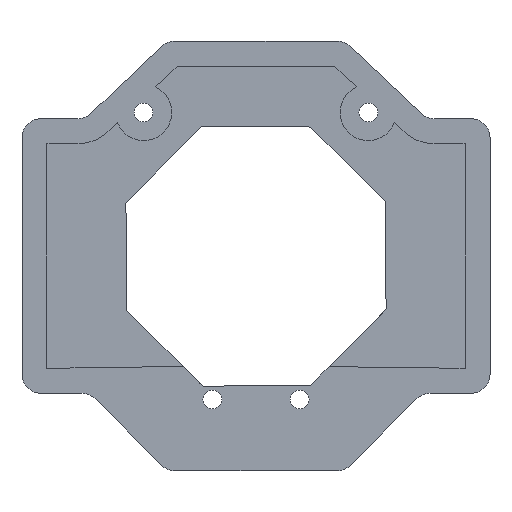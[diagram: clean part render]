
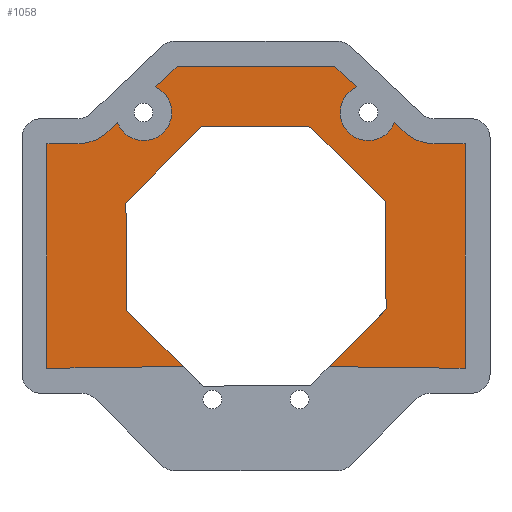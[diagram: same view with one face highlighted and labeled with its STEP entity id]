
A CAD part, front view. The second image highlights one B-rep face of the part: STEP entity #1058.
In plain terms, the highlighted planar face has unit normal (0, -1, 0).
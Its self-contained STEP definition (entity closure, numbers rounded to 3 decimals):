
#30=PLANE('',#1131);
#66=FACE_OUTER_BOUND('',#120,.T.);
#120=EDGE_LOOP('',(#731,#732,#733,#734,#735,#736,#737,#738,#739,#740,#741,
#742,#743,#744,#745,#746,#747,#748,#749,#750,#751,#752));
#187=LINE('',#1560,#303);
#188=LINE('',#1565,#304);
#189=LINE('',#1567,#305);
#190=LINE('',#1569,#306);
#191=LINE('',#1571,#307);
#192=LINE('',#1573,#308);
#193=LINE('',#1575,#309);
#194=LINE('',#1577,#310);
#195=LINE('',#1579,#311);
#196=LINE('',#1581,#312);
#197=LINE('',#1583,#313);
#198=LINE('',#1585,#314);
#199=LINE('',#1587,#315);
#200=LINE('',#1589,#316);
#201=LINE('',#1592,#317);
#202=LINE('',#1594,#318);
#203=LINE('',#1596,#319);
#204=LINE('',#1597,#320);
#303=VECTOR('',#1245,10.);
#304=VECTOR('',#1250,10.);
#305=VECTOR('',#1251,10.);
#306=VECTOR('',#1252,10.);
#307=VECTOR('',#1253,10.);
#308=VECTOR('',#1254,10.);
#309=VECTOR('',#1255,10.);
#310=VECTOR('',#1256,10.);
#311=VECTOR('',#1257,10.);
#312=VECTOR('',#1258,10.);
#313=VECTOR('',#1259,10.);
#314=VECTOR('',#1260,10.);
#315=VECTOR('',#1261,10.);
#316=VECTOR('',#1262,10.);
#317=VECTOR('',#1265,10.);
#318=VECTOR('',#1266,10.);
#319=VECTOR('',#1267,10.);
#320=VECTOR('',#1268,10.);
#413=CIRCLE('',#1125,4.5);
#415=CIRCLE('',#1128,4.5);
#417=CIRCLE('',#1132,7.);
#418=CIRCLE('',#1133,7.);
#455=VERTEX_POINT('',#1538);
#456=VERTEX_POINT('',#1539);
#459=VERTEX_POINT('',#1547);
#460=VERTEX_POINT('',#1548);
#464=VERTEX_POINT('',#1558);
#465=VERTEX_POINT('',#1562);
#466=VERTEX_POINT('',#1564);
#467=VERTEX_POINT('',#1566);
#468=VERTEX_POINT('',#1568);
#469=VERTEX_POINT('',#1570);
#470=VERTEX_POINT('',#1572);
#471=VERTEX_POINT('',#1574);
#472=VERTEX_POINT('',#1576);
#473=VERTEX_POINT('',#1578);
#474=VERTEX_POINT('',#1580);
#475=VERTEX_POINT('',#1582);
#476=VERTEX_POINT('',#1584);
#477=VERTEX_POINT('',#1586);
#478=VERTEX_POINT('',#1588);
#479=VERTEX_POINT('',#1590);
#480=VERTEX_POINT('',#1593);
#481=VERTEX_POINT('',#1595);
#561=EDGE_CURVE('',#455,#456,#413,.T.);
#565=EDGE_CURVE('',#459,#460,#415,.T.);
#571=EDGE_CURVE('',#456,#464,#187,.T.);
#572=EDGE_CURVE('',#464,#465,#417,.T.);
#573=EDGE_CURVE('',#465,#466,#188,.T.);
#574=EDGE_CURVE('',#466,#467,#189,.T.);
#575=EDGE_CURVE('',#467,#468,#190,.T.);
#576=EDGE_CURVE('',#468,#469,#191,.T.);
#577=EDGE_CURVE('',#469,#470,#192,.T.);
#578=EDGE_CURVE('',#470,#471,#193,.T.);
#579=EDGE_CURVE('',#471,#472,#194,.T.);
#580=EDGE_CURVE('',#472,#473,#195,.T.);
#581=EDGE_CURVE('',#473,#474,#196,.T.);
#582=EDGE_CURVE('',#474,#475,#197,.T.);
#583=EDGE_CURVE('',#475,#476,#198,.T.);
#584=EDGE_CURVE('',#476,#477,#199,.T.);
#585=EDGE_CURVE('',#477,#478,#200,.T.);
#586=EDGE_CURVE('',#478,#479,#418,.T.);
#587=EDGE_CURVE('',#479,#459,#201,.T.);
#588=EDGE_CURVE('',#460,#480,#202,.T.);
#589=EDGE_CURVE('',#480,#481,#203,.T.);
#590=EDGE_CURVE('',#481,#455,#204,.T.);
#731=ORIENTED_EDGE('',*,*,#561,.T.);
#732=ORIENTED_EDGE('',*,*,#571,.T.);
#733=ORIENTED_EDGE('',*,*,#572,.T.);
#734=ORIENTED_EDGE('',*,*,#573,.T.);
#735=ORIENTED_EDGE('',*,*,#574,.T.);
#736=ORIENTED_EDGE('',*,*,#575,.T.);
#737=ORIENTED_EDGE('',*,*,#576,.T.);
#738=ORIENTED_EDGE('',*,*,#577,.T.);
#739=ORIENTED_EDGE('',*,*,#578,.T.);
#740=ORIENTED_EDGE('',*,*,#579,.T.);
#741=ORIENTED_EDGE('',*,*,#580,.T.);
#742=ORIENTED_EDGE('',*,*,#581,.T.);
#743=ORIENTED_EDGE('',*,*,#582,.T.);
#744=ORIENTED_EDGE('',*,*,#583,.T.);
#745=ORIENTED_EDGE('',*,*,#584,.T.);
#746=ORIENTED_EDGE('',*,*,#585,.T.);
#747=ORIENTED_EDGE('',*,*,#586,.T.);
#748=ORIENTED_EDGE('',*,*,#587,.T.);
#749=ORIENTED_EDGE('',*,*,#565,.T.);
#750=ORIENTED_EDGE('',*,*,#588,.T.);
#751=ORIENTED_EDGE('',*,*,#589,.T.);
#752=ORIENTED_EDGE('',*,*,#590,.T.);
#1058=ADVANCED_FACE('',(#66),#30,.T.);
#1125=AXIS2_PLACEMENT_3D('',#1540,#1227,#1228);
#1128=AXIS2_PLACEMENT_3D('',#1549,#1235,#1236);
#1131=AXIS2_PLACEMENT_3D('',#1561,#1246,#1247);
#1132=AXIS2_PLACEMENT_3D('',#1563,#1248,#1249);
#1133=AXIS2_PLACEMENT_3D('',#1591,#1263,#1264);
#1227=DIRECTION('center_axis',(0.,1.,0.));
#1228=DIRECTION('ref_axis',(1.,0.,0.));
#1235=DIRECTION('center_axis',(0.,1.,0.));
#1236=DIRECTION('ref_axis',(1.,0.,0.));
#1245=DIRECTION('',(-0.726,0.,-0.688));
#1246=DIRECTION('center_axis',(0.,-1.,0.));
#1247=DIRECTION('ref_axis',(1.,0.,0.));
#1248=DIRECTION('center_axis',(0.,1.,0.));
#1249=DIRECTION('ref_axis',(0.,0.,
-1.));
#1250=DIRECTION('',(-1.,0.,0.));
#1251=DIRECTION('',(0.,0.,-1.));
#1252=DIRECTION('',(1.,0.,0.014));
#1253=DIRECTION('',(-0.712,0.,0.702));
#1254=DIRECTION('',(-0.007,0.,1.));
#1255=DIRECTION('',(0.702,0.,0.712));
#1256=DIRECTION('',(1.,0.,0.007));
#1257=DIRECTION('',(0.712,0.,-0.702));
#1258=DIRECTION('',(0.007,0.,-1.));
#1259=DIRECTION('',(-0.702,0.,-0.712));
#1260=DIRECTION('',(1.,0.,-0.012));
#1261=DIRECTION('',(0.,0.,1.));
#1262=DIRECTION('',(-1.,0.,0.));
#1263=DIRECTION('center_axis',(0.,1.,0.));
#1264=DIRECTION('ref_axis',(-0.687,0.,-0.726));
#1265=DIRECTION('',(-0.726,0.,0.687));
#1266=DIRECTION('',(-0.726,0.,0.687));
#1267=DIRECTION('',(-1.,0.,0.));
#1268=DIRECTION('',(-0.726,0.,-0.688));
#1538=CARTESIAN_POINT('',(-19.647,25.871,34.881));
#1539=CARTESIAN_POINT('',(-25.701,25.871,29.148));
#1540=CARTESIAN_POINT('Origin',(-21.509,25.871,30.784));
#1547=CARTESIAN_POINT('',(18.687,25.871,29.16));
#1548=CARTESIAN_POINT('',(12.637,25.871,34.885));
#1549=CARTESIAN_POINT('Origin',(14.491,25.871,30.784));
#1558=CARTESIAN_POINT('',(-27.223,25.871,27.708));
#1560=CARTESIAN_POINT('',(-16.142,25.871,38.2));
#1561=CARTESIAN_POINT('Origin',(-3.501,25.871,7.79));
#1562=CARTESIAN_POINT('',(-32.036,25.871,25.79));
#1563=CARTESIAN_POINT('Origin',(-32.036,25.871,32.79));
#1564=CARTESIAN_POINT('',(-37.001,25.871,25.79));
#1565=CARTESIAN_POINT('',(-32.036,25.871,25.79));
#1566=CARTESIAN_POINT('',(-37.001,25.871,-10.21));
#1567=CARTESIAN_POINT('',(-37.001,25.871,25.79));
#1568=CARTESIAN_POINT('',(-15.175,25.871,-9.907));
#1569=CARTESIAN_POINT('',(-15.175,25.871,-9.907));
#1570=CARTESIAN_POINT('',(-24.232,25.871,-0.968));
#1571=CARTESIAN_POINT('',(-11.976,25.871,-13.065));
#1572=CARTESIAN_POINT('',(-24.345,25.871,16.253));
#1573=CARTESIAN_POINT('',(-24.232,25.871,-0.968));
#1574=CARTESIAN_POINT('',(-12.248,25.871,28.509));
#1575=CARTESIAN_POINT('',(-24.345,25.871,16.253));
#1576=CARTESIAN_POINT('',(4.973,25.871,28.622));
#1577=CARTESIAN_POINT('',(-12.248,25.871,28.509));
#1578=CARTESIAN_POINT('',(17.229,25.871,16.525));
#1579=CARTESIAN_POINT('',(4.973,25.871,28.622));
#1580=CARTESIAN_POINT('',(17.342,25.871,-0.696));
#1581=CARTESIAN_POINT('',(17.229,25.871,16.525));
#1582=CARTESIAN_POINT('',(8.216,25.871,-9.941));
#1583=CARTESIAN_POINT('',(17.342,25.871,-0.696));
#1584=CARTESIAN_POINT('',(29.999,25.871,-10.21));
#1585=CARTESIAN_POINT('',(29.999,25.871,-10.21));
#1586=CARTESIAN_POINT('',(29.999,25.871,25.79));
#1587=CARTESIAN_POINT('',(29.999,25.871,-10.21));
#1588=CARTESIAN_POINT('',(25.035,25.871,25.79));
#1589=CARTESIAN_POINT('',(29.999,25.871,25.79));
#1590=CARTESIAN_POINT('',(20.224,25.871,27.706));
#1591=CARTESIAN_POINT('Origin',(25.035,25.871,32.79));
#1592=CARTESIAN_POINT('',(20.224,25.871,27.706));
#1593=CARTESIAN_POINT('',(9.129,25.871,38.205));
#1594=CARTESIAN_POINT('',(20.224,25.871,27.706));
#1595=CARTESIAN_POINT('',(-16.142,25.871,38.2));
#1596=CARTESIAN_POINT('',(9.129,25.871,38.205));
#1597=CARTESIAN_POINT('',(-16.142,25.871,38.2));
